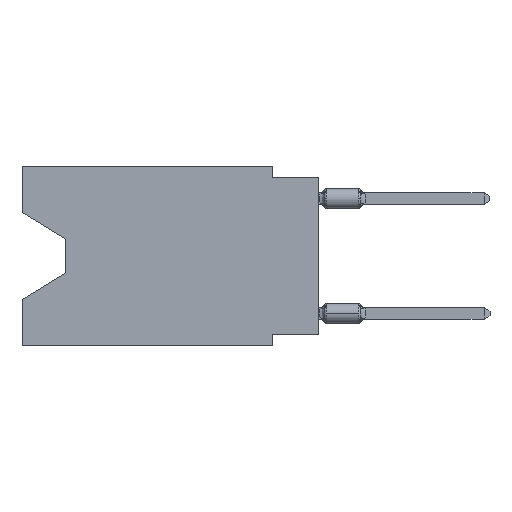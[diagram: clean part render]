
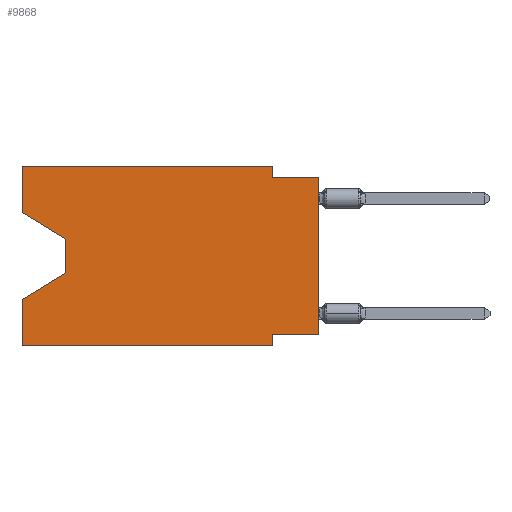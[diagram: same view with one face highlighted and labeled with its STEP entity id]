
A CAD part, left-side view. The second image highlights one B-rep face of the part: STEP entity #9868.
In plain terms, the highlighted planar face has unit normal (-1, 0, 0).
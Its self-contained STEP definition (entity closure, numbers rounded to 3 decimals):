
#85 = EDGE_CURVE ( 'NONE', #7368, #10763, #6477, .T. ) ;
#109 = DIRECTION ( 'NONE',  ( 0., 1., 0. ) ) ;
#197 = DIRECTION ( 'NONE',  ( 0., 0., -1. ) ) ;
#249 = VECTOR ( 'NONE', #12850, 1000. ) ;
#443 = VECTOR ( 'NONE', #9700, 1000. ) ;
#735 = ORIENTED_EDGE ( 'NONE', *, *, #12307, .T. ) ;
#947 = DIRECTION ( 'NONE',  ( 0., 0.855, -0.519 ) ) ;
#1135 = VECTOR ( 'NONE', #197, 1000. ) ;
#1319 = CARTESIAN_POINT ( 'NONE',  ( 0., 16.383, -2.546 ) ) ;
#1330 = FACE_OUTER_BOUND ( 'NONE', #9903, .T. ) ;
#1642 = CARTESIAN_POINT ( 'NONE',  ( 0., 2.54, -9.906 ) ) ;
#1761 = CARTESIAN_POINT ( 'NONE',  ( 0., 2.54, -9.271 ) ) ;
#1823 = VECTOR ( 'NONE', #947, 1000. ) ;
#1853 = CARTESIAN_POINT ( 'NONE',  ( 0., 16.383, 0. ) ) ;
#1911 = CARTESIAN_POINT ( 'NONE',  ( 0., 0., 0. ) ) ;
#1921 = CARTESIAN_POINT ( 'NONE',  ( 0., 13.97, -5.893 ) ) ;
#2446 = LINE ( 'NONE', #9301, #1135 ) ;
#2507 = EDGE_CURVE ( 'NONE', #13022, #6032, #10130, .T. ) ;
#2565 = DIRECTION ( 'NONE',  ( 0., 0., -1. ) ) ;
#2621 = CARTESIAN_POINT ( 'NONE',  ( 0., 0., -0.635 ) ) ;
#2680 = EDGE_CURVE ( 'NONE', #13526, #10326, #12686, .T. ) ;
#2791 = DIRECTION ( 'NONE',  ( 0., 0., 1. ) ) ;
#2847 = ORIENTED_EDGE ( 'NONE', *, *, #7443, .F. ) ;
#2914 = VECTOR ( 'NONE', #11672, 1000. ) ;
#2985 = ORIENTED_EDGE ( 'NONE', *, *, #8819, .F. ) ;
#3360 = VERTEX_POINT ( 'NONE', #1319 ) ;
#3523 = CARTESIAN_POINT ( 'NONE',  ( 0., 0., -0.635 ) ) ;
#3877 = LINE ( 'NONE', #12758, #4267 ) ;
#4038 = LINE ( 'NONE', #1853, #249 ) ;
#4119 = EDGE_CURVE ( 'NONE', #10739, #7368, #2446, .T. ) ;
#4267 = VECTOR ( 'NONE', #2791, 1000. ) ;
#4293 = ORIENTED_EDGE ( 'NONE', *, *, #5676, .F. ) ;
#4558 = EDGE_CURVE ( 'NONE', #6204, #10326, #4607, .T. ) ;
#4607 = LINE ( 'NONE', #3523, #2914 ) ;
#4742 = PLANE ( 'NONE',  #10550 ) ;
#5506 = ORIENTED_EDGE ( 'NONE', *, *, #12934, .F. ) ;
#5676 = EDGE_CURVE ( 'NONE', #13526, #8761, #6799, .T. ) ;
#5751 = CARTESIAN_POINT ( 'NONE',  ( 0., 16.383, 0. ) ) ;
#6032 = VERTEX_POINT ( 'NONE', #6361 ) ;
#6113 = LINE ( 'NONE', #8158, #6294 ) ;
#6204 = VERTEX_POINT ( 'NONE', #7003 ) ;
#6294 = VECTOR ( 'NONE', #10629, 1000. ) ;
#6314 = CARTESIAN_POINT ( 'NONE',  ( 0., 16.383, -7.36 ) ) ;
#6361 = CARTESIAN_POINT ( 'NONE',  ( 0., 2.54, 0. ) ) ;
#6430 = EDGE_CURVE ( 'NONE', #3360, #10739, #10919, .T. ) ;
#6477 = LINE ( 'NONE', #10911, #1823 ) ;
#6799 = LINE ( 'NONE', #11233, #11719 ) ;
#7003 = CARTESIAN_POINT ( 'NONE',  ( 0., 2.54, -0.635 ) ) ;
#7227 = ORIENTED_EDGE ( 'NONE', *, *, #4558, .F. ) ;
#7259 = EDGE_CURVE ( 'NONE', #3360, #13022, #4038, .T. ) ;
#7368 = VERTEX_POINT ( 'NONE', #1921 ) ;
#7443 = EDGE_CURVE ( 'NONE', #8761, #11139, #13065, .T. ) ;
#7546 = LINE ( 'NONE', #11973, #14102 ) ;
#8091 = VECTOR ( 'NONE', #11370, 1000. ) ;
#8158 = CARTESIAN_POINT ( 'NONE',  ( 0., 2.54, 0. ) ) ;
#8241 = ORIENTED_EDGE ( 'NONE', *, *, #2507, .F. ) ;
#8761 = VERTEX_POINT ( 'NONE', #1761 ) ;
#8819 = EDGE_CURVE ( 'NONE', #10182, #10763, #3877, .T. ) ;
#9269 = DIRECTION ( 'NONE',  ( 1., 0., 0. ) ) ;
#9301 = CARTESIAN_POINT ( 'NONE',  ( 0., 13.97, -4.013 ) ) ;
#9388 = ORIENTED_EDGE ( 'NONE', *, *, #4119, .T. ) ;
#9691 = CARTESIAN_POINT ( 'NONE',  ( 0., 16.383, -2.546 ) ) ;
#9700 = DIRECTION ( 'NONE',  ( 0., 0., 1. ) ) ;
#9868 = ADVANCED_FACE ( 'NONE', ( #1330 ), #4742, .F. ) ;
#9903 = EDGE_LOOP ( 'NONE', ( #11427, #9388, #13536, #2985, #735, #2847, #4293, #11173, #7227, #5506, #8241, #10856 ) ) ;
#10109 = CARTESIAN_POINT ( 'NONE',  ( 0., 16.383, -9.906 ) ) ;
#10130 = LINE ( 'NONE', #13555, #8091 ) ;
#10182 = VERTEX_POINT ( 'NONE', #10109 ) ;
#10326 = VERTEX_POINT ( 'NONE', #2621 ) ;
#10361 = VECTOR ( 'NONE', #14058, 1000. ) ;
#10550 = AXIS2_PLACEMENT_3D ( 'NONE', #5751, #9269, #2565 ) ;
#10629 = DIRECTION ( 'NONE',  ( 0., 0., -1. ) ) ;
#10739 = VERTEX_POINT ( 'NONE', #12877 ) ;
#10763 = VERTEX_POINT ( 'NONE', #6314 ) ;
#10856 = ORIENTED_EDGE ( 'NONE', *, *, #7259, .F. ) ;
#10867 = DIRECTION ( 'NONE',  ( 0., 0., -1. ) ) ;
#10911 = CARTESIAN_POINT ( 'NONE',  ( 0., 13.97, -5.893 ) ) ;
#10919 = LINE ( 'NONE', #9691, #10361 ) ;
#11139 = VERTEX_POINT ( 'NONE', #1642 ) ;
#11173 = ORIENTED_EDGE ( 'NONE', *, *, #2680, .T. ) ;
#11233 = CARTESIAN_POINT ( 'NONE',  ( 0., 0., -9.271 ) ) ;
#11370 = DIRECTION ( 'NONE',  ( 0., -1., 0. ) ) ;
#11427 = ORIENTED_EDGE ( 'NONE', *, *, #6430, .T. ) ;
#11672 = DIRECTION ( 'NONE',  ( 0., -1., 0. ) ) ;
#11719 = VECTOR ( 'NONE', #109, 1000. ) ;
#11973 = CARTESIAN_POINT ( 'NONE',  ( 0., 16.383, -9.906 ) ) ;
#12307 = EDGE_CURVE ( 'NONE', #10182, #11139, #7546, .T. ) ;
#12571 = VECTOR ( 'NONE', #10867, 1000. ) ;
#12686 = LINE ( 'NONE', #1911, #443 ) ;
#12758 = CARTESIAN_POINT ( 'NONE',  ( 0., 16.383, 0. ) ) ;
#12850 = DIRECTION ( 'NONE',  ( 0., 0., 1. ) ) ;
#12877 = CARTESIAN_POINT ( 'NONE',  ( 0., 13.97, -4.013 ) ) ;
#12893 = CARTESIAN_POINT ( 'NONE',  ( 0., 16.383, 0. ) ) ;
#12934 = EDGE_CURVE ( 'NONE', #6032, #6204, #6113, .T. ) ;
#13022 = VERTEX_POINT ( 'NONE', #12893 ) ;
#13065 = LINE ( 'NONE', #13203, #12571 ) ;
#13203 = CARTESIAN_POINT ( 'NONE',  ( 0., 2.54, -9.906 ) ) ;
#13526 = VERTEX_POINT ( 'NONE', #14037 ) ;
#13536 = ORIENTED_EDGE ( 'NONE', *, *, #85, .T. ) ;
#13555 = CARTESIAN_POINT ( 'NONE',  ( 0., 16.383, 0. ) ) ;
#14037 = CARTESIAN_POINT ( 'NONE',  ( 0., 0., -9.271 ) ) ;
#14058 = DIRECTION ( 'NONE',  ( 0., -0.855, -0.519 ) ) ;
#14102 = VECTOR ( 'NONE', #14303, 1000. ) ;
#14303 = DIRECTION ( 'NONE',  ( 0., -1., 0. ) ) ;
